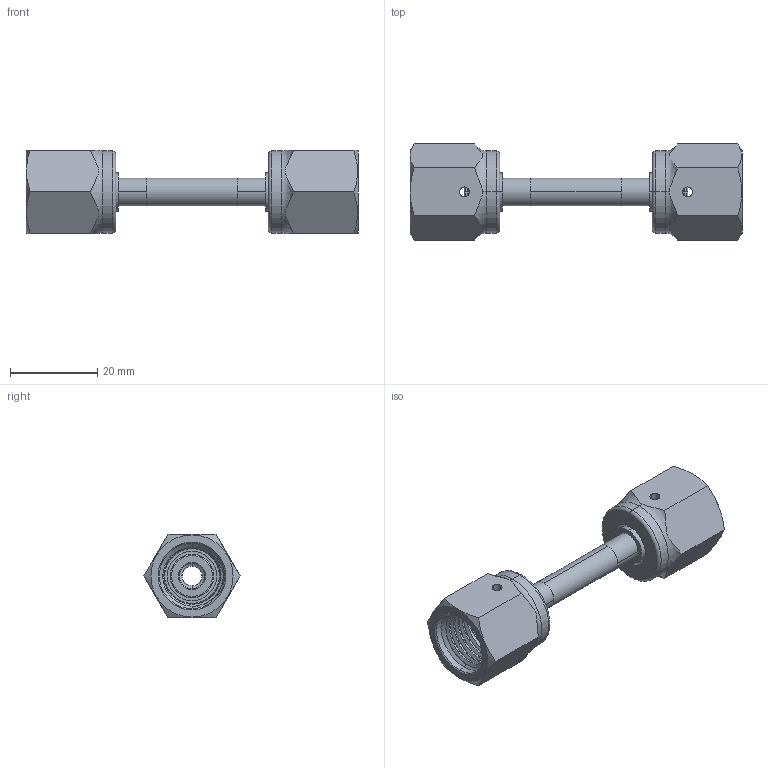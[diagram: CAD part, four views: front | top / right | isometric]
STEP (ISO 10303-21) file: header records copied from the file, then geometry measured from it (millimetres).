
FILE_DESCRIPTION (( 'STEP AP203' ), '1' );
FILE_NAME ('AD-44FFSFFS-SS.STEP', '2025-11-13T14:16:36', ( '' ), ( '' ), 'SwSTEP 2.0', 'SolidWorks 2018', '' );
FILE_SCHEMA (( 'CONFIG_CONTROL_DESIGN' ));
Length unit declared in the file: inch
Products named in the file (4): PRT-001177; PRT-000382; PRT-002797_WITH WELD SHRINKAGE BOTH ENDS; AD-44FFSFFS-SS
Assembly tree (5 placements, depth 2):
  AD-44FFSFFS-SS
    PRT-002797_WITH WELD SHRINKAGE BOTH ENDS
    PRT-000382  x2
    PRT-001177  x2
Bounding box: 76.01 x 22 x 19.05 mm (x, y, z)
Volume: 8765 mm3; surface area: 7878.8 mm2
Topology: 5 solids, 5 shells, 176 faces, 554 edges, 396 vertices
Faces by surface type: cylinder 82, plane 34, torus 28, cone 24, bspline 8
Entity records: 6277 total; most frequent: CARTESIAN_POINT 3380, ORIENTED_EDGE 566, DIRECTION 446, EDGE_CURVE 283, VERTEX_POINT 202, AXIS2_PLACEMENT_3D 191, B_SPLINE_CURVE_WITH_KNOTS 123, EDGE_LOOP 105
